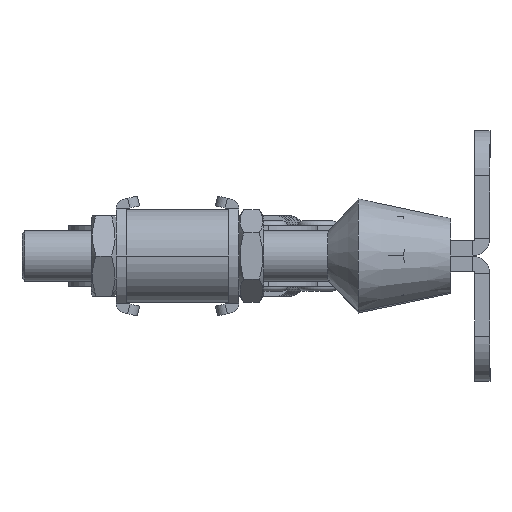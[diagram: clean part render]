
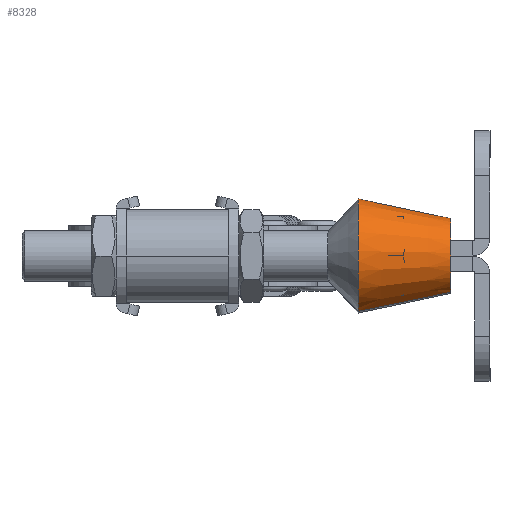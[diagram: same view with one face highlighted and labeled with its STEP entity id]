
A CAD part, left-side view. The second image highlights one B-rep face of the part: STEP entity #8328.
In plain terms, the highlighted conical face has half-angle 12 degrees and reference radius 7.5 mm.
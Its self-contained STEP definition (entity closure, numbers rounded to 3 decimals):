
#2975 = EDGE_CURVE ( 'NONE', #22087, #22999, #17552, .T. ) ;
#2983 = EDGE_CURVE ( 'NONE', #22656, #22108, #17516, .T. ) ;
#3004 = EDGE_CURVE ( 'NONE', #22108, #22999, #17416, .T. ) ;
#3031 = EDGE_CURVE ( 'NONE', #22656, #22087, #17297, .T. ) ;
#7038 = CARTESIAN_POINT ( 'NONE',  ( 0., 0., 0. ) ) ;
#7040 = DIRECTION ( 'NONE',  ( 0., 1., 0. ) ) ;
#7045 = DIRECTION ( 'NONE',  ( 0., 0., 1. ) ) ;
#8328 = ADVANCED_FACE ( 'NONE', ( #17859 ), #17475, .T. ) ;
#10009 = ORIENTED_EDGE ( 'NONE', *, *, #2983, .T. ) ;
#10109 = ORIENTED_EDGE ( 'NONE', *, *, #3004, .T. ) ;
#10182 = ORIENTED_EDGE ( 'NONE', *, *, #3031, .F. ) ;
#10246 = ORIENTED_EDGE ( 'NONE', *, *, #2975, .F. ) ;
#14631 = CARTESIAN_POINT ( 'NONE',  ( 0., 18.501, -11.433 ) ) ;
#14797 = CARTESIAN_POINT ( 'NONE',  ( 0., 0., 7.5 ) ) ;
#14848 = CARTESIAN_POINT ( 'NONE',  ( 0., 18.501, 11.433 ) ) ;
#14855 = CARTESIAN_POINT ( 'NONE',  ( 0., 0., -7.5 ) ) ;
#17297 = CIRCLE ( 'NONE', #32640, 7.5 ) ;
#17416 = CIRCLE ( 'NONE', #32624, 11.433 ) ;
#17475 = CONICAL_SURFACE ( 'NONE', #20729, 7.5, 0.209 ) ;
#17504 = VECTOR ( 'NONE', #29294, 1000. ) ;
#17516 = LINE ( 'NONE', #29296, #17504 ) ;
#17549 = VECTOR ( 'NONE', #29049, 1000. ) ;
#17552 = LINE ( 'NONE', #29003, #17549 ) ;
#17859 = FACE_OUTER_BOUND ( 'NONE', #22732, .T. ) ;
#20729 = AXIS2_PLACEMENT_3D ( 'NONE', #7038, #7040, #7045 ) ;
#22087 = VERTEX_POINT ( 'NONE', #14797 ) ;
#22108 = VERTEX_POINT ( 'NONE', #14631 ) ;
#22656 = VERTEX_POINT ( 'NONE', #14855 ) ;
#22732 = EDGE_LOOP ( 'NONE', ( #10182, #10009, #10109, #10246 ) ) ;
#22999 = VERTEX_POINT ( 'NONE', #14848 ) ;
#24430 = DIRECTION ( 'NONE',  ( 0., -1., 0. ) ) ;
#24453 = DIRECTION ( 'NONE',  ( 0., 0., -1. ) ) ;
#24458 = CARTESIAN_POINT ( 'NONE',  ( 0., 0., 0. ) ) ;
#29003 = CARTESIAN_POINT ( 'NONE',  ( 0., 0., 7.5 ) ) ;
#29011 = DIRECTION ( 'NONE',  ( 0., 0., -1. ) ) ;
#29015 = CARTESIAN_POINT ( 'NONE',  ( 0., 18.501, 0. ) ) ;
#29016 = DIRECTION ( 'NONE',  ( 0., -1., 0. ) ) ;
#29049 = DIRECTION ( 'NONE',  ( 0., 0.978, 0.208 ) ) ;
#29294 = DIRECTION ( 'NONE',  ( 0., 0.978, -0.208 ) ) ;
#29296 = CARTESIAN_POINT ( 'NONE',  ( 0., 0., -7.5 ) ) ;
#32624 = AXIS2_PLACEMENT_3D ( 'NONE', #29015, #29016, #29011 ) ;
#32640 = AXIS2_PLACEMENT_3D ( 'NONE', #24458, #24430, #24453 ) ;
